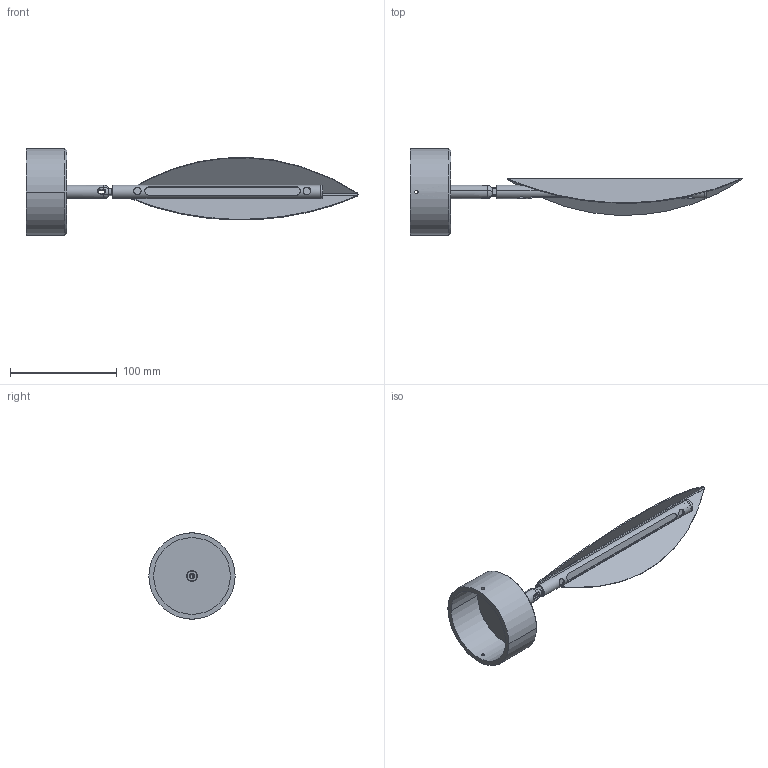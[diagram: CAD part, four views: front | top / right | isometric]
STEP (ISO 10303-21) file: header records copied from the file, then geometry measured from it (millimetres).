
FILE_DESCRIPTION (( 'STEP AP214' ), '1' );
FILE_NAME ('LWA395.STEP', '2021-11-01T06:43:46', ( 'GH' ), ( 'Microsoft' ), 'SwSTEP 2.0', 'SolidWorks 2013', '' );
FILE_SCHEMA (( 'AUTOMOTIVE_DESIGN' ));
Length unit declared in the file: millimetre
Products named in the file (8): 8075菁碟; 黑芛; 苤沺翐; 13勀砃芛2-2(俋8); LWA395; 族腑珔え; 13勀砃芛2-1; 族腑埴裝
Assembly tree (8 placements, depth 2):
  LWA395
    8075菁碟
    族腑埴裝
    族腑珔え
    苤沺翐  x2
    黑芛
    13勀砃芛2-1
    13勀砃芛2-2(俋8)
Bounding box: 311.5 x 81 x 81 mm (x, y, z)
Volume: 78504.7 mm3; surface area: 75133.4 mm2
Topology: 9 solids, 9 shells, 169 faces, 436 edges, 283 vertices
Faces by surface type: cylinder 86, plane 60, bspline 9, cone 8, torus 6
Entity records: 6711 total; most frequent: CARTESIAN_POINT 2400, ORIENTED_EDGE 832, DIRECTION 801, EDGE_CURVE 416, AXIS2_PLACEMENT_3D 314, VERTEX_POINT 271, EDGE_LOOP 195, VECTOR 173
